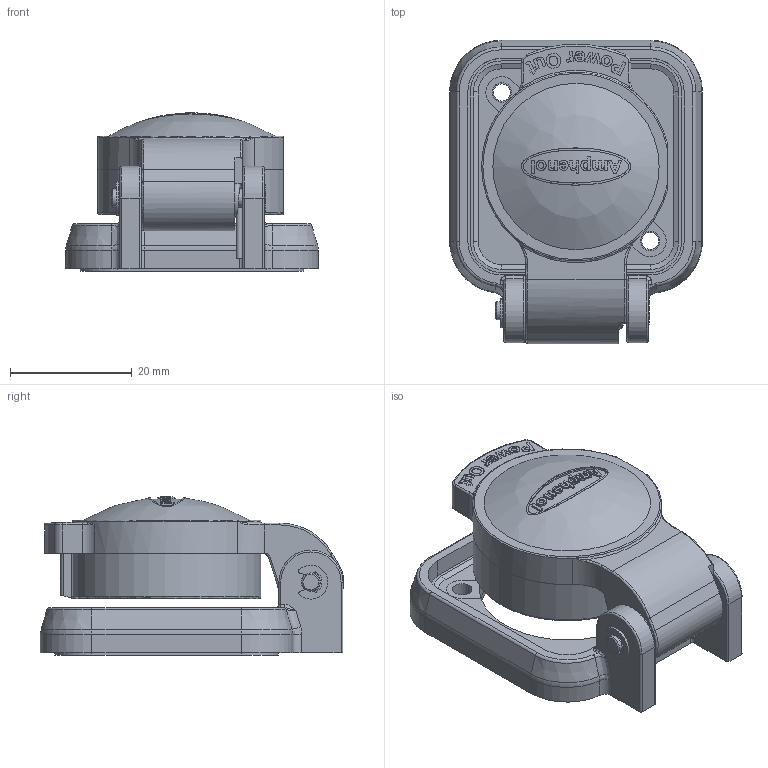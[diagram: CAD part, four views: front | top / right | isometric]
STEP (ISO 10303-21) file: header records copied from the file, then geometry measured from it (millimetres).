
FILE_DESCRIPTION(/* description */ (''),/* implementation_level */ '2;1');
FILE_NAME(/* name */ 'HPT-CAPSF.stp',/* time_stamp */ '2019-07-26T16:11:59+10:00',/* author */ ('thien'),/* organization */ (''),/* preprocessor_version */ 'ST-DEVELOPER v17',/* originating_system */ 'Autodesk Inventor 2018',/* authorisation */ '');
FILE_SCHEMA (('CONFIG_CONTROL_DESIGN'));
Length unit declared in the file: millimetre
Products named in the file (10): HPT-CAPSF; 50830011-534; 50250033-840; cap 50250033-840; seal outlet final_impact; 52260004-730; 53570003-730; 50750006-830; 50750009-830; 52590070-730
Assembly tree (9 placements, depth 3):
  HPT-CAPSF
    50830011-534
    50250033-840
      cap 50250033-840
      seal outlet final_impact
    52260004-730
    53570003-730
    50750006-830
    50750009-830
    52590070-730
Bounding box: 41.55 x 49.87 x 26 mm (x, y, z)
Volume: 16077.6 mm3; surface area: 16566 mm2
Topology: 8 solids, 8 shells, 666 faces, 1780 edges, 1170 vertices
Faces by surface type: plane 276, cylinder 175, bspline 135, torus 41, cone 21, sphere 18
Full cylindrical faces by diameter (mm): 0.747 x1, 0.846 x1, 1 x2, 2.3 x1, 2.8 x2, 3 x2, 3.15 x2, 3.2 x3, 5 x1, 5.2 x1, 28.3 x1, 28.4 x2, 28.8 x1
Entity records: 27932 total; most frequent: CARTESIAN_POINT 11184, ORIENTED_EDGE 3540, DIRECTION 3004, EDGE_CURVE 1770, VERTEX_POINT 1170, AXIS2_PLACEMENT_3D 1077, LINE 850, VECTOR 850
